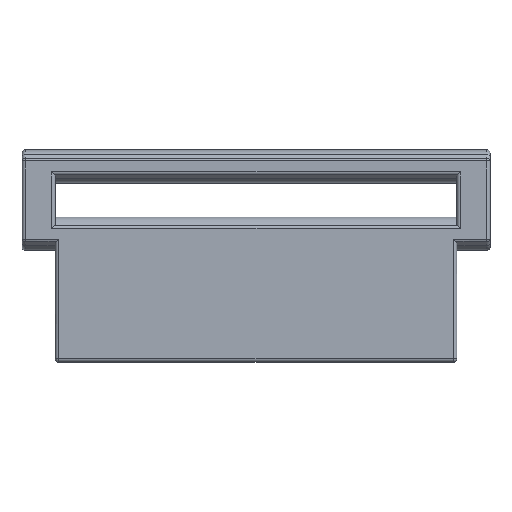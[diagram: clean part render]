
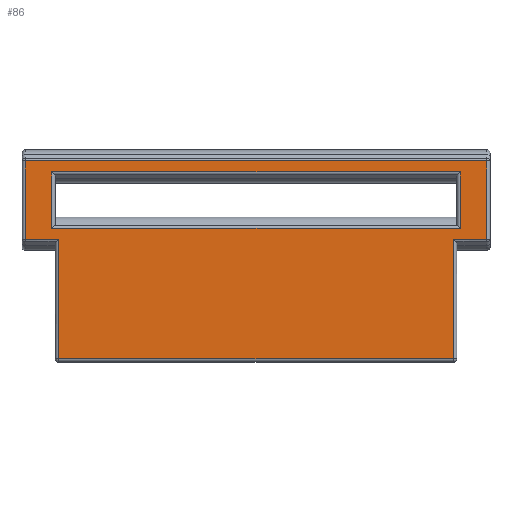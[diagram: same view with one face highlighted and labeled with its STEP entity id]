
A CAD part, front view. The second image highlights one B-rep face of the part: STEP entity #86.
In plain terms, the highlighted planar face has unit normal (0, -1, 0).
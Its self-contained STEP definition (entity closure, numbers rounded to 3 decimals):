
#14 = CARTESIAN_POINT ( 'NONE',  ( 56.3, -2., -8.763 ) ) ;
#86 = ADVANCED_FACE ( 'NONE', ( #1225, #843 ), #1042, .F. ) ;
#107 = CARTESIAN_POINT ( 'NONE',  ( 0.4, -2., -8.763 ) ) ;
#121 = CARTESIAN_POINT ( 'NONE',  ( 4., -2., -7.437 ) ) ;
#148 = EDGE_CURVE ( 'NONE', #1171, #242, #1090, .T. ) ;
#162 = CARTESIAN_POINT ( 'NONE',  ( 55.9, -2., 0.663 ) ) ;
#216 = DIRECTION ( 'NONE',  ( -1., 0., 0. ) ) ;
#230 = CARTESIAN_POINT ( 'NONE',  ( 4.4, -2., -23.14 ) ) ;
#242 = VERTEX_POINT ( 'NONE', #230 ) ;
#252 = DIRECTION ( 'NONE',  ( 0., 0., 1. ) ) ;
#257 = VERTEX_POINT ( 'NONE', #1597 ) ;
#258 = VECTOR ( 'NONE', #2049, 1000. ) ;
#281 = VERTEX_POINT ( 'NONE', #107 ) ;
#282 = VERTEX_POINT ( 'NONE', #1357 ) ;
#378 = DIRECTION ( 'NONE',  ( 0., 0., -1. ) ) ;
#384 = EDGE_CURVE ( 'NONE', #564, #446, #643, .T. ) ;
#418 = DIRECTION ( 'NONE',  ( 1., 0., 0. ) ) ;
#446 = VERTEX_POINT ( 'NONE', #2248 ) ;
#449 = EDGE_CURVE ( 'NONE', #1550, #1939, #1406, .T. ) ;
#498 = CARTESIAN_POINT ( 'NONE',  ( 51.9, -2., -8.763 ) ) ;
#510 = DIRECTION ( 'NONE',  ( -1., 0., 0. ) ) ;
#563 = ORIENTED_EDGE ( 'NONE', *, *, #449, .T. ) ;
#564 = VERTEX_POINT ( 'NONE', #1600 ) ;
#643 = LINE ( 'NONE', #1185, #2117 ) ;
#666 = LINE ( 'NONE', #121, #968 ) ;
#677 = CARTESIAN_POINT ( 'NONE',  ( 56.3, -2., 0. ) ) ;
#679 = EDGE_CURVE ( 'NONE', #1939, #564, #666, .T. ) ;
#714 = VERTEX_POINT ( 'NONE', #498 ) ;
#743 = CARTESIAN_POINT ( 'NONE',  ( 4.4, -2., -8.763 ) ) ;
#782 = EDGE_CURVE ( 'NONE', #282, #714, #1857, .T. ) ;
#796 = VECTOR ( 'NONE', #1743, 1000. ) ;
#800 = EDGE_CURVE ( 'NONE', #1820, #257, #1751, .T. ) ;
#830 = ORIENTED_EDGE ( 'NONE', *, *, #1233, .T. ) ;
#832 = CARTESIAN_POINT ( 'NONE',  ( 56.3, -2., -23.14 ) ) ;
#843 = FACE_BOUND ( 'NONE', #949, .T. ) ;
#850 = CARTESIAN_POINT ( 'NONE',  ( 52.7, -2., 0. ) ) ;
#884 = VERTEX_POINT ( 'NONE', #919 ) ;
#886 = VECTOR ( 'NONE', #1024, 1000. ) ;
#894 = CARTESIAN_POINT ( 'NONE',  ( 56.3, -2., 0.663 ) ) ;
#900 = CARTESIAN_POINT ( 'NONE',  ( 52.7, -2., -0.663 ) ) ;
#919 = CARTESIAN_POINT ( 'NONE',  ( 55.9, -2., -8.763 ) ) ;
#930 = CARTESIAN_POINT ( 'NONE',  ( 55.9, -2., 0.828 ) ) ;
#938 = ORIENTED_EDGE ( 'NONE', *, *, #1733, .T. ) ;
#949 = EDGE_LOOP ( 'NONE', ( #1468, #1390, #938, #563 ) ) ;
#968 = VECTOR ( 'NONE', #510, 1000. ) ;
#974 = ORIENTED_EDGE ( 'NONE', *, *, #1604, .T. ) ;
#986 = DIRECTION ( 'NONE',  ( 1., 0., 0. ) ) ;
#1018 = CARTESIAN_POINT ( 'NONE',  ( 56.3, -2., -0.663 ) ) ;
#1024 = DIRECTION ( 'NONE',  ( 0., 0., -1. ) ) ;
#1042 = PLANE ( 'NONE',  #1150 ) ;
#1075 = DIRECTION ( 'NONE',  ( 0., 1., 0. ) ) ;
#1087 = VECTOR ( 'NONE', #2104, 1000. ) ;
#1090 = LINE ( 'NONE', #1948, #1444 ) ;
#1098 = LINE ( 'NONE', #1455, #1994 ) ;
#1150 = AXIS2_PLACEMENT_3D ( 'NONE', #677, #1075, #1732 ) ;
#1171 = VERTEX_POINT ( 'NONE', #743 ) ;
#1185 = CARTESIAN_POINT ( 'NONE',  ( 3.6, -2., -0.828 ) ) ;
#1225 = FACE_OUTER_BOUND ( 'NONE', #2233, .T. ) ;
#1233 = EDGE_CURVE ( 'NONE', #714, #884, #1098, .T. ) ;
#1253 = VECTOR ( 'NONE', #216, 1000. ) ;
#1323 = VECTOR ( 'NONE', #1436, 1000. ) ;
#1355 = ORIENTED_EDGE ( 'NONE', *, *, #148, .T. ) ;
#1357 = CARTESIAN_POINT ( 'NONE',  ( 51.9, -2., -23.14 ) ) ;
#1364 = LINE ( 'NONE', #1018, #796 ) ;
#1390 = ORIENTED_EDGE ( 'NONE', *, *, #384, .T. ) ;
#1406 = LINE ( 'NONE', #850, #886 ) ;
#1413 = CARTESIAN_POINT ( 'NONE',  ( 0.4, -2., 0. ) ) ;
#1435 = VECTOR ( 'NONE', #986, 1000. ) ;
#1436 = DIRECTION ( 'NONE',  ( 1., 0., 0. ) ) ;
#1444 = VECTOR ( 'NONE', #378, 1000. ) ;
#1455 = CARTESIAN_POINT ( 'NONE',  ( 56.3, -2., -8.763 ) ) ;
#1459 = ORIENTED_EDGE ( 'NONE', *, *, #2241, .T. ) ;
#1460 = ORIENTED_EDGE ( 'NONE', *, *, #782, .T. ) ;
#1468 = ORIENTED_EDGE ( 'NONE', *, *, #679, .T. ) ;
#1476 = VECTOR ( 'NONE', #2099, 1000. ) ;
#1550 = VERTEX_POINT ( 'NONE', #900 ) ;
#1585 = LINE ( 'NONE', #930, #1087 ) ;
#1597 = CARTESIAN_POINT ( 'NONE',  ( 0.4, -2., 0.663 ) ) ;
#1599 = LINE ( 'NONE', #14, #1323 ) ;
#1600 = CARTESIAN_POINT ( 'NONE',  ( 3.6, -2., -7.437 ) ) ;
#1604 = EDGE_CURVE ( 'NONE', #281, #1171, #1599, .T. ) ;
#1663 = EDGE_CURVE ( 'NONE', #242, #282, #2214, .T. ) ;
#1729 = ORIENTED_EDGE ( 'NONE', *, *, #1823, .T. ) ;
#1731 = CARTESIAN_POINT ( 'NONE',  ( 51.9, -2., -8.928 ) ) ;
#1732 = DIRECTION ( 'NONE',  ( 0., 0., 1. ) ) ;
#1733 = EDGE_CURVE ( 'NONE', #446, #1550, #1364, .T. ) ;
#1743 = DIRECTION ( 'NONE',  ( 1., 0., 0. ) ) ;
#1751 = LINE ( 'NONE', #894, #1253 ) ;
#1766 = ORIENTED_EDGE ( 'NONE', *, *, #1663, .T. ) ;
#1820 = VERTEX_POINT ( 'NONE', #162 ) ;
#1823 = EDGE_CURVE ( 'NONE', #257, #281, #2143, .T. ) ;
#1857 = LINE ( 'NONE', #1731, #258 ) ;
#1939 = VERTEX_POINT ( 'NONE', #1981 ) ;
#1948 = CARTESIAN_POINT ( 'NONE',  ( 4.4, -2., 0. ) ) ;
#1981 = CARTESIAN_POINT ( 'NONE',  ( 52.7, -2., -7.437 ) ) ;
#1994 = VECTOR ( 'NONE', #418, 1000. ) ;
#2049 = DIRECTION ( 'NONE',  ( 0., 0., 1. ) ) ;
#2099 = DIRECTION ( 'NONE',  ( 0., 0., -1. ) ) ;
#2104 = DIRECTION ( 'NONE',  ( 0., 0., 1. ) ) ;
#2117 = VECTOR ( 'NONE', #252, 1000. ) ;
#2124 = ORIENTED_EDGE ( 'NONE', *, *, #800, .T. ) ;
#2143 = LINE ( 'NONE', #1413, #1476 ) ;
#2214 = LINE ( 'NONE', #832, #1435 ) ;
#2233 = EDGE_LOOP ( 'NONE', ( #1459, #2124, #1729, #974, #1355, #1766, #1460, #830 ) ) ;
#2241 = EDGE_CURVE ( 'NONE', #884, #1820, #1585, .T. ) ;
#2248 = CARTESIAN_POINT ( 'NONE',  ( 3.6, -2., -0.663 ) ) ;
